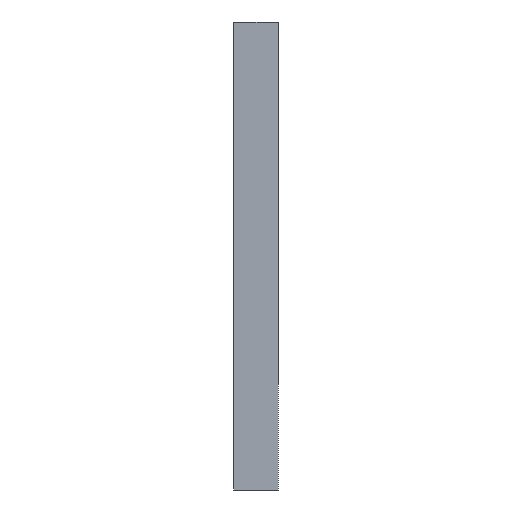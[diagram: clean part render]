
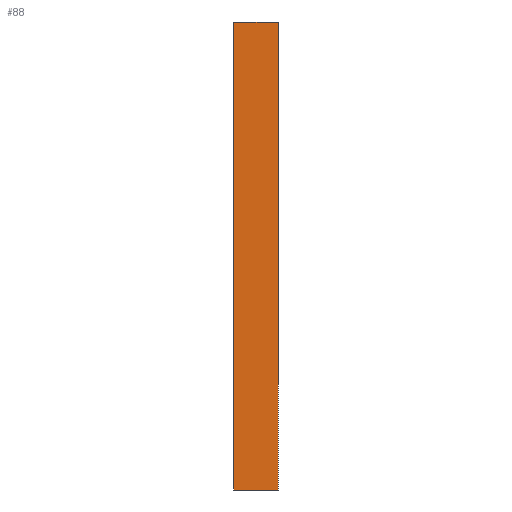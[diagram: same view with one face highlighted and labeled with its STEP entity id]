
A CAD part, left-side view. The second image highlights one B-rep face of the part: STEP entity #88.
In plain terms, the highlighted planar face has unit normal (-1, 0, 0).
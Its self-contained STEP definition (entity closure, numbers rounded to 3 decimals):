
#63 = VERTEX_POINT('',#64);
#64 = CARTESIAN_POINT('',(-1227.009,0.,95.25));
#70 = EDGE_CURVE('',#63,#71,#73,.T.);
#71 = VERTEX_POINT('',#72);
#72 = CARTESIAN_POINT('',(-1227.009,-11.989,95.25));
#73 = LINE('',#74,#75);
#74 = CARTESIAN_POINT('',(-1227.009,0.,95.25));
#75 = VECTOR('',#76,1.);
#76 = DIRECTION('',(0.,-1.,0.));
#88 = ADVANCED_FACE('',(#89),#114,.F.);
#89 = FACE_BOUND('',#90,.F.);
#90 = EDGE_LOOP('',(#91,#99,#107,#113));
#91 = ORIENTED_EDGE('',*,*,#92,.T.);
#92 = EDGE_CURVE('',#71,#93,#95,.T.);
#93 = VERTEX_POINT('',#94);
#94 = CARTESIAN_POINT('',(-1227.009,-11.989,-31.75));
#95 = LINE('',#96,#97);
#96 = CARTESIAN_POINT('',(-1227.009,-11.989,95.25));
#97 = VECTOR('',#98,1.);
#98 = DIRECTION('',(0.,0.,-1.));
#99 = ORIENTED_EDGE('',*,*,#100,.T.);
#100 = EDGE_CURVE('',#93,#101,#103,.T.);
#101 = VERTEX_POINT('',#102);
#102 = CARTESIAN_POINT('',(-1227.009,0.,-31.75));
#103 = LINE('',#104,#105);
#104 = CARTESIAN_POINT('',(-1227.009,-11.989,-31.75));
#105 = VECTOR('',#106,1.);
#106 = DIRECTION('',(0.,1.,0.));
#107 = ORIENTED_EDGE('',*,*,#108,.T.);
#108 = EDGE_CURVE('',#101,#63,#109,.T.);
#109 = LINE('',#110,#111);
#110 = CARTESIAN_POINT('',(-1227.009,0.,-31.75));
#111 = VECTOR('',#112,1.);
#112 = DIRECTION('',(0.,0.,1.));
#113 = ORIENTED_EDGE('',*,*,#70,.T.);
#114 = PLANE('',#115);
#115 = AXIS2_PLACEMENT_3D('',#116,#117,#118);
#116 = CARTESIAN_POINT('',(-1227.009,-5.994,31.75));
#117 = DIRECTION('',(1.,0.,0.));
#118 = DIRECTION('',(0.,1.,0.));
